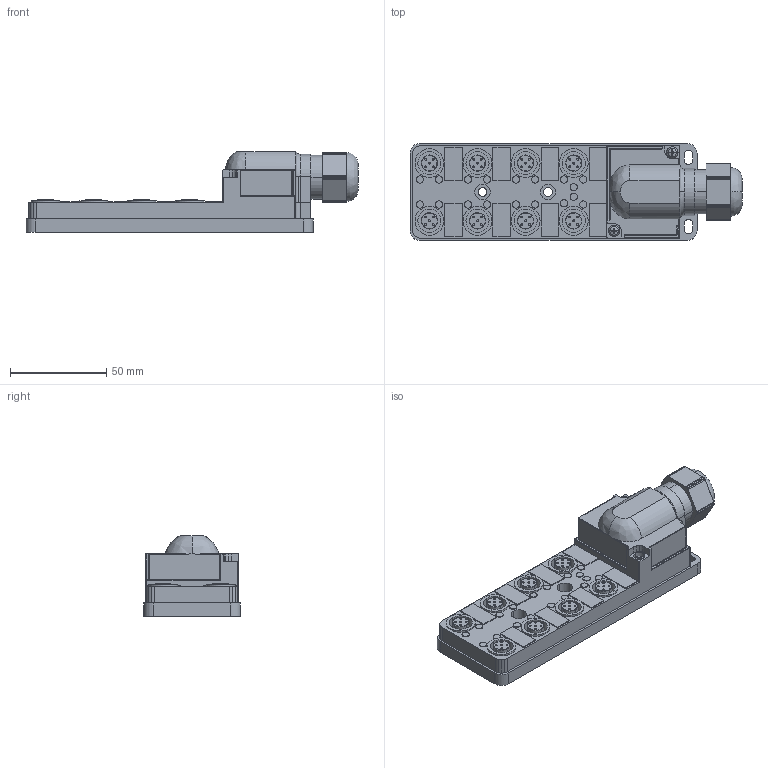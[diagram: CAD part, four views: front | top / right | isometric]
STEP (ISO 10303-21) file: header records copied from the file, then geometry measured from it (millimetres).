
FILE_DESCRIPTION(('STEP AP242'),'1');
FILE_NAME('abe9_c1281l05_.stp','2021-06-02T22:42:54',('TraceParts'),('TraceParts S.A.'),'Spatial InterOp 3D',' ',' ');
FILE_SCHEMA(('AP242_MANAGED_MODEL_BASED_3D_ENGINEERING_MIM_LF {1 0 10303 442 1 1 4}'));
Length unit declared in the file: millimetre
Products named in the file (1): abe9_c1281l05_
Bounding box: 172.58 x 50.2 x 42 mm (x, y, z)
Volume: 159764.9 mm3; surface area: 32618.3 mm2
Topology: 1 solids, 1 shells, 903 faces, 2324 edges, 1519 vertices
Faces by surface type: cylinder 579, plane 198, cone 68, bspline 38, torus 16, sphere 4
Entity records: 29093 total; most frequent: CARTESIAN_POINT 6178, DIRECTION 5242, ORIENTED_EDGE 4640, EDGE_CURVE 2320, AXIS2_PLACEMENT_3D 2172, VERTEX_POINT 1519, CIRCLE 1292, EDGE_LOOP 1011
